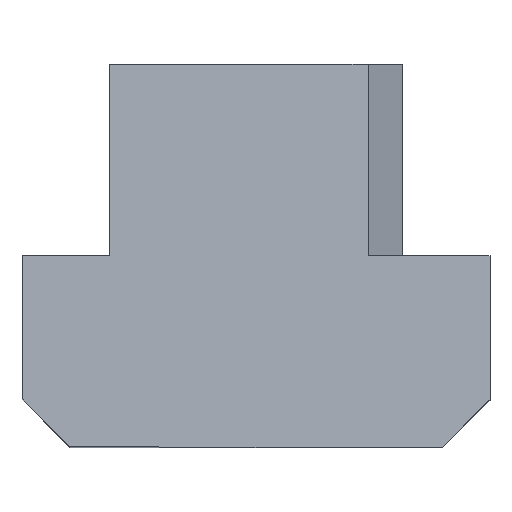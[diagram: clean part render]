
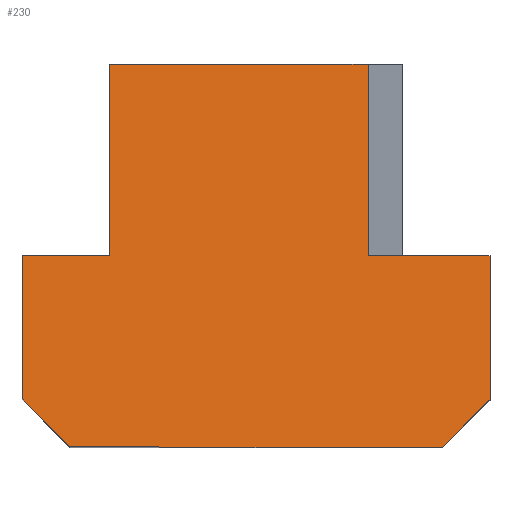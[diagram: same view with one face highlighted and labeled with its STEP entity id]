
A CAD part, top view. The second image highlights one B-rep face of the part: STEP entity #230.
In plain terms, the highlighted planar face has unit normal (0.574, 0, 0.819).
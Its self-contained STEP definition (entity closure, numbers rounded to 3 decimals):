
#98=VERTEX_POINT('',#263);
#122=EDGE_CURVE('',#132,#210,#289,.T.);
#128=EDGE_CURVE('',#208,#202,#296,.T.);
#130=EDGE_CURVE('',#160,#98,#298,.T.);
#132=VERTEX_POINT('',#300);
#146=EDGE_CURVE('',#98,#214,#316,.T.);
#158=VERTEX_POINT('',#329);
#160=VERTEX_POINT('',#331);
#166=EDGE_CURVE('',#132,#226,#337,.T.);
#202=VERTEX_POINT('',#378);
#208=VERTEX_POINT('',#384);
#210=VERTEX_POINT('',#386);
#212=EDGE_CURVE('',#158,#238,#388,.T.);
#214=VERTEX_POINT('',#390);
#216=EDGE_CURVE('',#214,#158,#392,.T.);
#218=EDGE_CURVE('',#226,#160,#394,.T.);
#224=EDGE_CURVE('',#238,#208,#400,.T.);
#226=VERTEX_POINT('',#402);
#230=ADVANCED_FACE('',(#406),#407,.F.);
#238=VERTEX_POINT('',#416);
#240=EDGE_CURVE('',#202,#210,#418,.T.);
#263=CARTESIAN_POINT('',(17.5,-18.0,4.593));
#289=LINE('',#473,#474);
#296=LINE('',#482,#483);
#298=LINE('',#486,#487);
#300=CARTESIAN_POINT('',(10.535,0.0,9.47));
#316=LINE('',#512,#513);
#329=CARTESIAN_POINT('',(-22.0,-13.5,32.251));
#331=CARTESIAN_POINT('',(22.0,-13.5,1.442));
#337=LINE('',#543,#544);
#378=CARTESIAN_POINT('',(-13.8,18.0,26.51));
#384=CARTESIAN_POINT('',(-13.8,0.,26.51));
#386=CARTESIAN_POINT('',(10.535,18.0,9.47));
#388=LINE('',#612,#613);
#390=CARTESIAN_POINT('',(-17.5,-18.0,29.1));
#392=LINE('',#618,#619);
#394=LINE('',#622,#623);
#400=LINE('',#634,#635);
#402=CARTESIAN_POINT('',(22.0,0.0,1.442));
#406=FACE_OUTER_BOUND('',#643,.T.);
#407=PLANE('',#644);
#416=CARTESIAN_POINT('',(-22.0,0.,32.251));
#418=LINE('',#658,#659);
#473=CARTESIAN_POINT('',(10.535,9.5,9.47));
#474=VECTOR('',#689,1.0);
#482=CARTESIAN_POINT('',(-13.8,9.0,26.51));
#483=VECTOR('',#700,1.0);
#486=CARTESIAN_POINT('',(10.703,-24.797,9.352));
#487=VECTOR('',#701,1.0);
#512=CARTESIAN_POINT('',(-11.639,-18.0,24.997));
#513=VECTOR('',#721,1.);
#543=CARTESIAN_POINT('',(1.613,0.,15.717));
#544=VECTOR('',#734,1.);
#612=CARTESIAN_POINT('',(-22.0,0.,32.251));
#613=VECTOR('',#791,1.0);
#618=CARTESIAN_POINT('',(-19.414,-16.086,30.44));
#619=VECTOR('',#792,1.0);
#622=CARTESIAN_POINT('',(22.0,-6.75,1.442));
#623=VECTOR('',#793,1.0);
#634=CARTESIAN_POINT('',(-10.398,0.,24.128));
#635=VECTOR('',#796,1.);
#643=EDGE_LOOP('',(#799,#800,#801,#802,#803,#804,#805,#806,#807,#808));
#644=AXIS2_PLACEMENT_3D('',#809,#810,#811);
#658=CARTESIAN_POINT('',(-1.138,18.0,17.644));
#659=VECTOR('',#821,1.);
#689=DIRECTION('',(0.,1.0,0.));
#700=DIRECTION('',(0.,1.0,0.));
#701=DIRECTION('',(-0.634,-0.634,0.444));
#721=DIRECTION('',(-0.819,0.,0.574));
#734=DIRECTION('',(0.819,0.,-0.574));
#791=DIRECTION('',(0.0,1.0,0.));
#792=DIRECTION('',(-0.634,0.634,0.444));
#793=DIRECTION('',(0.0,-1.0,0.));
#796=DIRECTION('',(0.819,0.,-0.574));
#799=ORIENTED_EDGE('',*,*,#166,.F.);
#800=ORIENTED_EDGE('',*,*,#122,.T.);
#801=ORIENTED_EDGE('',*,*,#240,.F.);
#802=ORIENTED_EDGE('',*,*,#128,.F.);
#803=ORIENTED_EDGE('',*,*,#224,.F.);
#804=ORIENTED_EDGE('',*,*,#212,.F.);
#805=ORIENTED_EDGE('',*,*,#216,.F.);
#806=ORIENTED_EDGE('',*,*,#146,.F.);
#807=ORIENTED_EDGE('',*,*,#130,.F.);
#808=ORIENTED_EDGE('',*,*,#218,.F.);
#809=CARTESIAN_POINT('',(0.0,0.,16.847));
#810=DIRECTION('',(-0.574,0.,-0.819));
#811=DIRECTION('',(0.819,0.,-0.574));
#821=DIRECTION('',(0.819,0.,-0.574));
